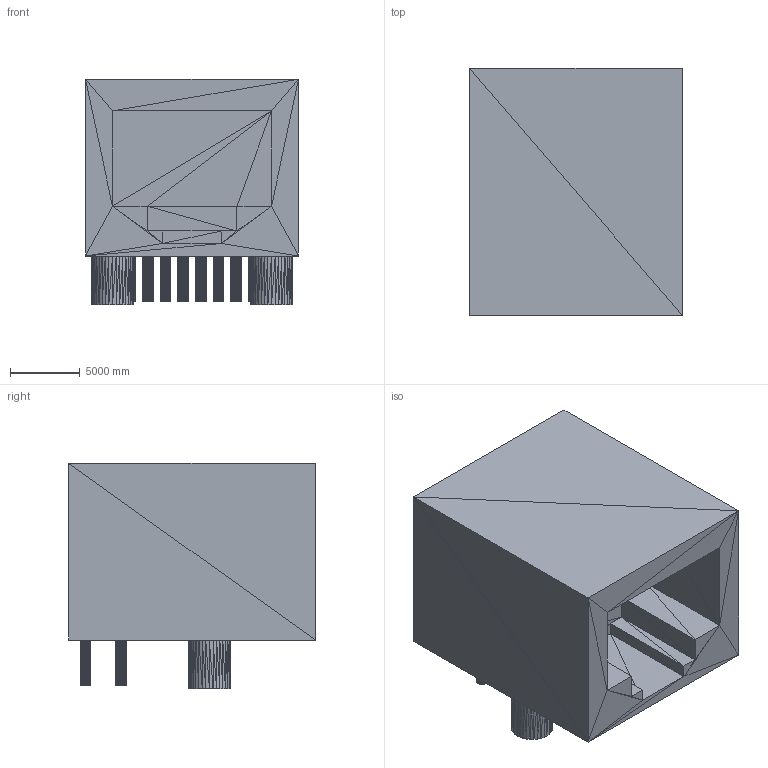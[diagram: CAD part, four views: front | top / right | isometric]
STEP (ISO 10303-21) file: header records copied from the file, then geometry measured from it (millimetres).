
FILE_DESCRIPTION(('FreeCAD Model'),'2;1');
FILE_NAME('Open CASCADE Shape Model','2021-04-28T11:51:04',('Author'),( ''),'Open CASCADE STEP processor 7.5','FreeCAD','Unknown');
FILE_SCHEMA(('AUTOMOTIVE_DESIGN { 1 0 10303 214 1 1 1 1 }'));
Products named in the file (1): _4602001
Bounding box: 15300 x 17740 x 16200 mm (x, y, z)
Surface area: 1824348857 mm2 (no closed solid volume)
Topology: 0 solids, 1 shells, 1500 faces, 2250 edges, 752 vertices
Faces by surface type: plane 1500
Entity records: 56345 total; most frequent: CARTESIAN_POINT 11261, DIRECTION 7512, LINE 4510, VECTOR 4510, ORIENTED_EDGE 4506, PCURVE 4506, DEFINITIONAL_REPRESENTATION 4506, EDGE_CURVE 2253
